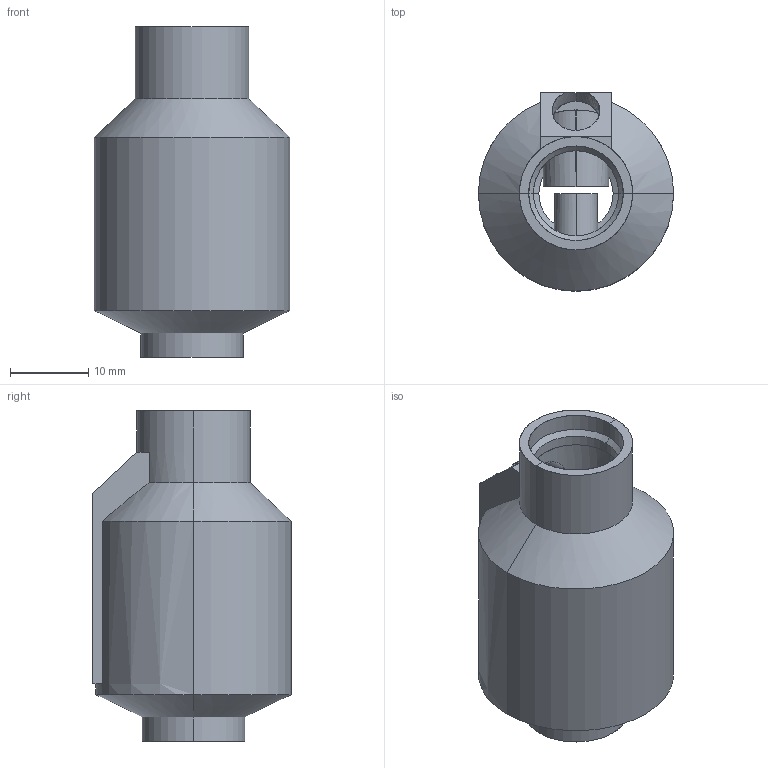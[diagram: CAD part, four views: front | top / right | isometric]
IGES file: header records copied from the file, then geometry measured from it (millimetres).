
Start section: SolidWorks IGES file using analytic representation for surfaces
Global section: file name: Fi-113.IGS; native system: SolidWorks 2009; preprocessor: SolidWorks 2009; author: uki; date: 121204.194604; units: millimetre
Bounding box: 25 x 25.4 x 42.3 mm (x, y, z)
Surface area: 7006 mm2 (no closed solid volume)
Topology: 0 solids, 0 shells, 86 faces, 1169 edges, 1169 vertices
Faces by surface type: revolution 47, bspline 39
